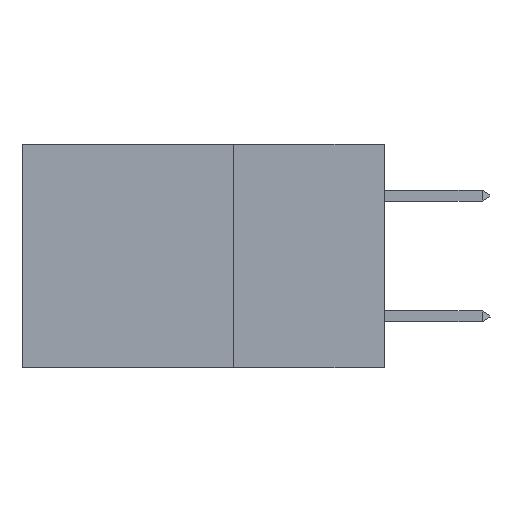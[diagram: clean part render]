
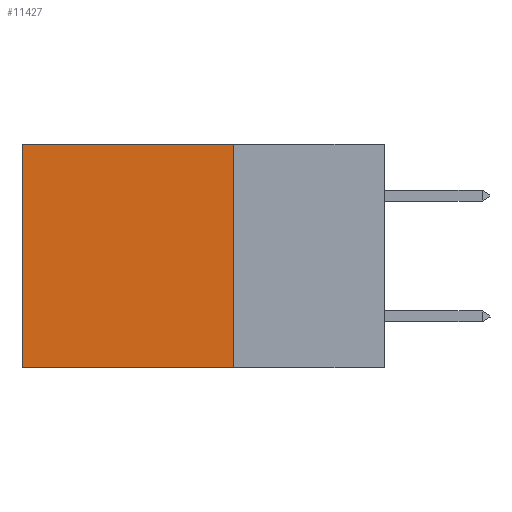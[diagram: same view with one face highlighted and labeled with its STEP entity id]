
A CAD part, left-side view. The second image highlights one B-rep face of the part: STEP entity #11427.
In plain terms, the highlighted planar face has unit normal (-1, 0, 0).
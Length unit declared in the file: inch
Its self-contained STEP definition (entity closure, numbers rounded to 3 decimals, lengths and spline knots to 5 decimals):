
#12 = CARTESIAN_POINT ( 'NONE',  ( 0.2875, 0.25, 0. ) ) ;
#198 = VECTOR ( 'NONE', #5094, 39.37008 ) ;
#443 = CARTESIAN_POINT ( 'NONE',  ( 0.2875, 0.25, 0. ) ) ;
#925 = CARTESIAN_POINT ( 'NONE',  ( 0.2875, 0.25, -0.37 ) ) ;
#1221 = EDGE_LOOP ( 'NONE', ( #10414, #3132, #7543, #11058 ) ) ;
#1635 = LINE ( 'NONE', #12850, #12224 ) ;
#1819 = VERTEX_POINT ( 'NONE', #443 ) ;
#1915 = VERTEX_POINT ( 'NONE', #6862 ) ;
#3132 = ORIENTED_EDGE ( 'NONE', *, *, #13497, .F. ) ;
#4376 = VECTOR ( 'NONE', #4396, 39.37008 ) ;
#4396 = DIRECTION ( 'NONE',  ( 0., 1., 0. ) ) ;
#4663 = CARTESIAN_POINT ( 'NONE',  ( 0.2875, 0.25, 0. ) ) ;
#5094 = DIRECTION ( 'NONE',  ( 0., 1., 0. ) ) ;
#5581 = VERTEX_POINT ( 'NONE', #9647 ) ;
#6136 = LINE ( 'NONE', #12113, #198 ) ;
#6368 = FACE_OUTER_BOUND ( 'NONE', #1221, .T. ) ;
#6771 = DIRECTION ( 'NONE',  ( 0., 0., -1. ) ) ;
#6862 = CARTESIAN_POINT ( 'NONE',  ( 0.2875, 0.6, 0. ) ) ;
#7010 = EDGE_CURVE ( 'NONE', #1819, #12851, #13370, .T. ) ;
#7211 = DIRECTION ( 'NONE',  ( 0., 0., -1. ) ) ;
#7543 = ORIENTED_EDGE ( 'NONE', *, *, #7010, .F. ) ;
#8337 = VECTOR ( 'NONE', #6771, 39.37008 ) ;
#9646 = EDGE_CURVE ( 'NONE', #1915, #5581, #1635, .T. ) ;
#9647 = CARTESIAN_POINT ( 'NONE',  ( 0.2875, 0.6, -0.37 ) ) ;
#9876 = CARTESIAN_POINT ( 'NONE',  ( 0.2875, 0.25, -0.37 ) ) ;
#10414 = ORIENTED_EDGE ( 'NONE', *, *, #9646, .T. ) ;
#10702 = PLANE ( 'NONE',  #14365 ) ;
#11058 = ORIENTED_EDGE ( 'NONE', *, *, #12987, .T. ) ;
#11427 = ADVANCED_FACE ( 'NONE', ( #6368 ), #10702, .F. ) ;
#12113 = CARTESIAN_POINT ( 'NONE',  ( 0.2875, 0.25, 0. ) ) ;
#12224 = VECTOR ( 'NONE', #15276, 39.37008 ) ;
#12850 = CARTESIAN_POINT ( 'NONE',  ( 0.2875, 0.6, 0. ) ) ;
#12851 = VERTEX_POINT ( 'NONE', #9876 ) ;
#12987 = EDGE_CURVE ( 'NONE', #1819, #1915, #6136, .T. ) ;
#13370 = LINE ( 'NONE', #4663, #8337 ) ;
#13497 = EDGE_CURVE ( 'NONE', #12851, #5581, #15301, .T. ) ;
#14323 = DIRECTION ( 'NONE',  ( 1., 0., 0. ) ) ;
#14365 = AXIS2_PLACEMENT_3D ( 'NONE', #12, #14323, #7211 ) ;
#15276 = DIRECTION ( 'NONE',  ( 0., 0., -1. ) ) ;
#15301 = LINE ( 'NONE', #925, #4376 ) ;
